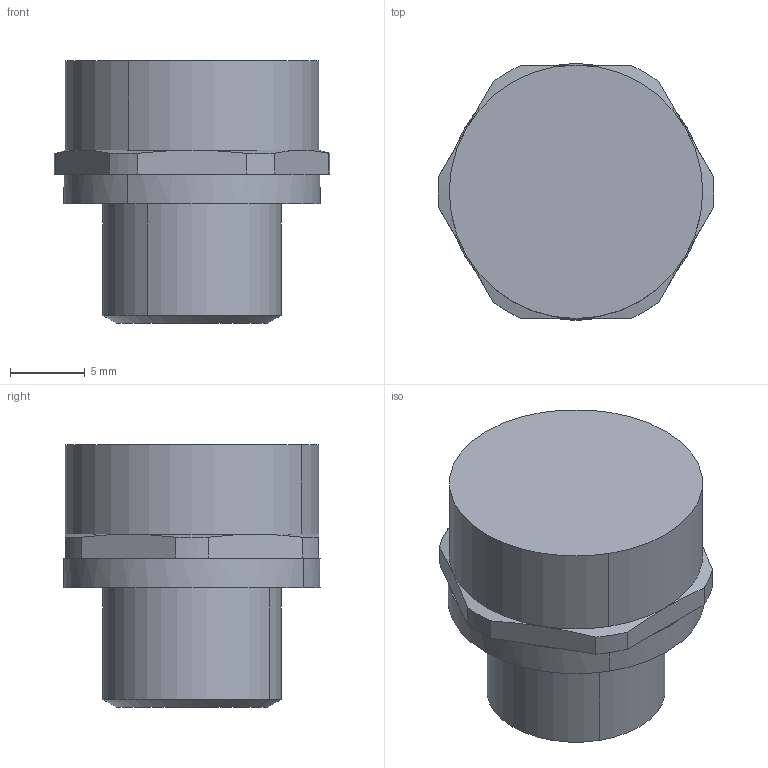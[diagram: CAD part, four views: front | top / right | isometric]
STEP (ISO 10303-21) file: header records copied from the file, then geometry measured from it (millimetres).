
FILE_DESCRIPTION(('Creo Elements/Direct Modeling STEP Export'),'2;1');
FILE_NAME('model.stp','2020-12-15T10:17:03',(''),(''),'Creo Elements/Direct Modeling STEP processor for AP214 (Solid Model)','Creo Elements/Direct Modeling 20.1A 29-Sep-2018 (C) Parametric Technology GmbH','');
FILE_SCHEMA(('AUTOMOTIVE_DESIGN { 1 0 10303 214 1 1 1 1 }'));
Length unit declared in the file: millimetre
Products named in the file (2): A_INB_M12_69KN_P_BK-select
Assembly tree (1 placements, depth 2):
  A_INB_M12_69KN_P_BK-select
    A_INB_M12_69KN_P_BK-select
Bounding box: 18.49 x 17.2 x 17.6 mm (x, y, z)
Volume: 3111.2 mm3; surface area: 1296.1 mm2
Topology: 1 solids, 1 shells, 41 faces, 94 edges, 56 vertices
Faces by surface type: plane 21, cylinder 12, cone 8
Entity records: 1607 total; most frequent: CARTESIAN_POINT 417, ORIENTED_EDGE 188, DIRECTION 150, EDGE_CURVE 94, AXIS2_PLACEMENT_3D 59, VERTEX_POINT 56, EDGE_LOOP 42, COLOUR_RGB 42
